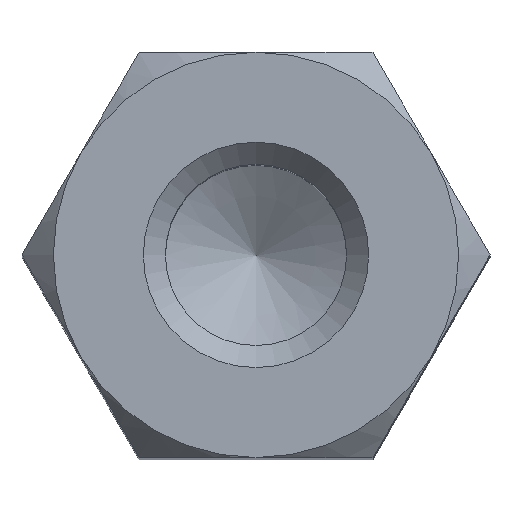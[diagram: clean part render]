
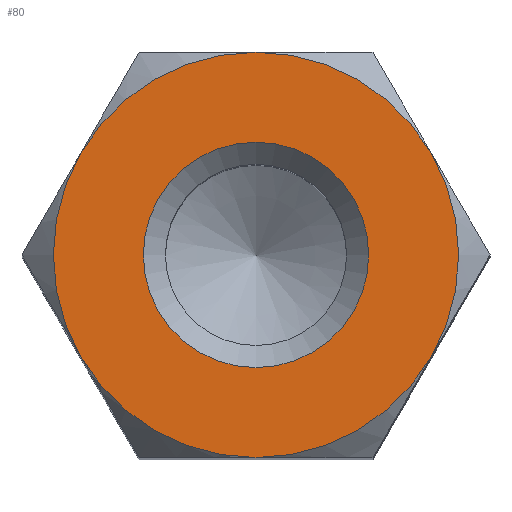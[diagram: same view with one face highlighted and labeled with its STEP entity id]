
A CAD part, top view. The second image highlights one B-rep face of the part: STEP entity #80.
In plain terms, the highlighted planar face has unit normal (0, 0, 1).
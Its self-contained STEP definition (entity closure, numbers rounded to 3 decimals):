
#80 = ADVANCED_FACE( '', ( #172, #173 ), #174, .F. );
#172 = FACE_BOUND( '', #273, .T. );
#173 = FACE_OUTER_BOUND( '', #274, .T. );
#174 = PLANE( '', #275 );
#273 = EDGE_LOOP( '', ( #423 ) );
#274 = EDGE_LOOP( '', ( #424, #425, #426, #427, #428, #429 ) );
#275 = AXIS2_PLACEMENT_3D( '', #430, #431, #432 );
#423 = ORIENTED_EDGE( '', *, *, #585, .T. );
#424 = ORIENTED_EDGE( '', *, *, #586, .T. );
#425 = ORIENTED_EDGE( '', *, *, #562, .T. );
#426 = ORIENTED_EDGE( '', *, *, #587, .T. );
#427 = ORIENTED_EDGE( '', *, *, #574, .T. );
#428 = ORIENTED_EDGE( '', *, *, #588, .T. );
#429 = ORIENTED_EDGE( '', *, *, #559, .T. );
#430 = CARTESIAN_POINT( '', ( 0., 0., 8.5 ) );
#431 = DIRECTION( '', ( 0., 0., -1. ) );
#432 = DIRECTION( '', ( -1., 0., 0. ) );
#559 = EDGE_CURVE( '', #639, #657, #658, .T. );
#562 = EDGE_CURVE( '', #661, #651, #662, .F. );
#574 = EDGE_CURVE( '', #680, #677, #681, .F. );
#585 = EDGE_CURVE( '', #692, #692, #693, .T. );
#586 = EDGE_CURVE( '', #657, #661, #694, .F. );
#587 = EDGE_CURVE( '', #651, #680, #695, .F. );
#588 = EDGE_CURVE( '', #677, #639, #696, .F. );
#639 = VERTEX_POINT( '', #783 );
#651 = VERTEX_POINT( '', #825 );
#657 = VERTEX_POINT( '', #846 );
#658 = CIRCLE( '', #847, 2.75 );
#661 = VERTEX_POINT( '', #855 );
#662 = CIRCLE( '', #856, 2.75 );
#677 = VERTEX_POINT( '', #883 );
#680 = VERTEX_POINT( '', #891 );
#681 = CIRCLE( '', #892, 2.75 );
#692 = VERTEX_POINT( '', #925 );
#693 = CIRCLE( '', #926, 1.53 );
#694 = CIRCLE( '', #927, 2.75 );
#695 = CIRCLE( '', #928, 2.75 );
#696 = CIRCLE( '', #929, 2.75 );
#783 = CARTESIAN_POINT( '', ( 0., 2.75, 8.5 ) );
#825 = CARTESIAN_POINT( '', ( 0., -2.75, 8.5 ) );
#846 = CARTESIAN_POINT( '', ( -2.382, 1.375, 8.5 ) );
#847 = AXIS2_PLACEMENT_3D( '', #1008, #1009, #1010 );
#855 = CARTESIAN_POINT( '', ( -2.382, -1.375, 8.5 ) );
#856 = AXIS2_PLACEMENT_3D( '', #1011, #1012, #1013 );
#883 = CARTESIAN_POINT( '', ( 2.382, 1.375, 8.5 ) );
#891 = CARTESIAN_POINT( '', ( 2.382, -1.375, 8.5 ) );
#892 = AXIS2_PLACEMENT_3D( '', #1026, #1027, #1028 );
#925 = CARTESIAN_POINT( '', ( 0., 1.53, 8.5 ) );
#926 = AXIS2_PLACEMENT_3D( '', #1033, #1034, #1035 );
#927 = AXIS2_PLACEMENT_3D( '', #1036, #1037, #1038 );
#928 = AXIS2_PLACEMENT_3D( '', #1039, #1040, #1041 );
#929 = AXIS2_PLACEMENT_3D( '', #1042, #1043, #1044 );
#1008 = CARTESIAN_POINT( '', ( 0., 0., 8.5 ) );
#1009 = DIRECTION( '', ( 0., 0., 1. ) );
#1010 = DIRECTION( '', ( 1., 0., 0. ) );
#1011 = CARTESIAN_POINT( '', ( 0., 0., 8.5 ) );
#1012 = DIRECTION( '', ( 0., 0., -1. ) );
#1013 = DIRECTION( '', ( -1., 0., 0. ) );
#1026 = CARTESIAN_POINT( '', ( 0., 0., 8.5 ) );
#1027 = DIRECTION( '', ( 0., 0., -1. ) );
#1028 = DIRECTION( '', ( -1., 0., 0. ) );
#1033 = CARTESIAN_POINT( '', ( 0., 0., 8.5 ) );
#1034 = DIRECTION( '', ( 0., 0., -1. ) );
#1035 = DIRECTION( '', ( 0., 1., 0. ) );
#1036 = CARTESIAN_POINT( '', ( 0., 0., 8.5 ) );
#1037 = DIRECTION( '', ( 0., 0., -1. ) );
#1038 = DIRECTION( '', ( -1., 0., 0. ) );
#1039 = CARTESIAN_POINT( '', ( 0., 0., 8.5 ) );
#1040 = DIRECTION( '', ( 0., 0., -1. ) );
#1041 = DIRECTION( '', ( -1., 0., 0. ) );
#1042 = CARTESIAN_POINT( '', ( 0., 0., 8.5 ) );
#1043 = DIRECTION( '', ( 0., 0., -1. ) );
#1044 = DIRECTION( '', ( -1., 0., 0. ) );
